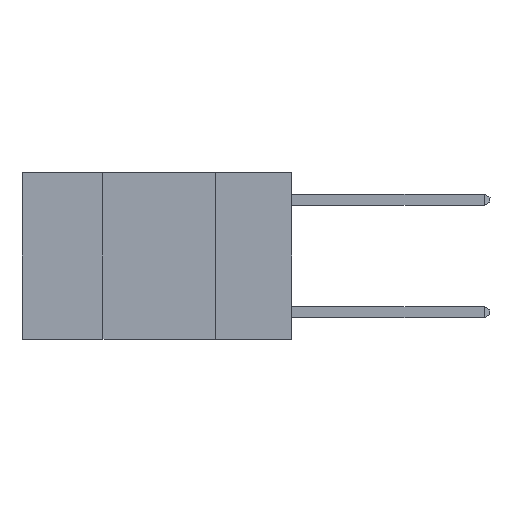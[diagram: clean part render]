
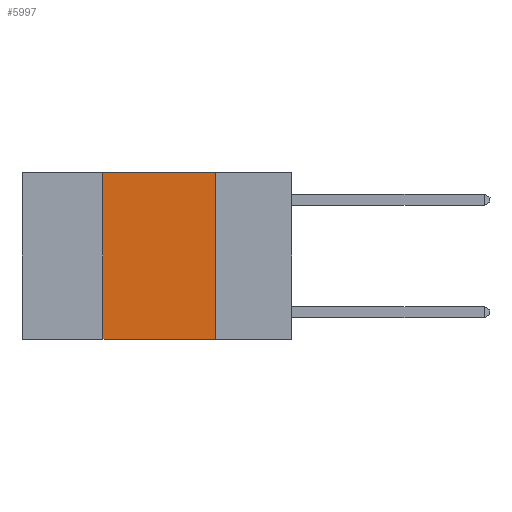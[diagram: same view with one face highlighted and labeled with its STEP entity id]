
A CAD part, left-side view. The second image highlights one B-rep face of the part: STEP entity #5997.
In plain terms, the highlighted planar face has unit normal (-1, 0, 0).
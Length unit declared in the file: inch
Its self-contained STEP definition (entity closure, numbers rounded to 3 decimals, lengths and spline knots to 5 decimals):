
#166 = VERTEX_POINT ( 'NONE', #5311 ) ;
#454 = DIRECTION ( 'NONE',  ( 1., 0., 0. ) ) ;
#476 = LINE ( 'NONE', #9424, #5408 ) ;
#560 = LINE ( 'NONE', #2745, #6728 ) ;
#1138 = DIRECTION ( 'NONE',  ( 0., 0., -1. ) ) ;
#2032 = VERTEX_POINT ( 'NONE', #2944 ) ;
#2566 = EDGE_CURVE ( 'NONE', #7894, #8494, #476, .T. ) ;
#2745 = CARTESIAN_POINT ( 'NONE',  ( 0., 0.6, -0.37 ) ) ;
#2944 = CARTESIAN_POINT ( 'NONE',  ( 0., 0.42, 0. ) ) ;
#2978 = VECTOR ( 'NONE', #8652, 39.37008 ) ;
#3143 = ORIENTED_EDGE ( 'NONE', *, *, #8359, .T. ) ;
#3512 = LINE ( 'NONE', #7232, #2978 ) ;
#4018 = AXIS2_PLACEMENT_3D ( 'NONE', #6465, #454, #1138 ) ;
#4219 = DIRECTION ( 'NONE',  ( 0., 0., -1. ) ) ;
#4672 = VECTOR ( 'NONE', #5120, 39.37008 ) ;
#5036 = DIRECTION ( 'NONE',  ( 0., -1., 0. ) ) ;
#5120 = DIRECTION ( 'NONE',  ( 0., 0., 1. ) ) ;
#5311 = CARTESIAN_POINT ( 'NONE',  ( 0., 0.42, -0.37 ) ) ;
#5408 = VECTOR ( 'NONE', #4219, 39.37008 ) ;
#5869 = LINE ( 'NONE', #8663, #4672 ) ;
#5997 = ADVANCED_FACE ( 'NONE', ( #7056 ), #8564, .F. ) ;
#6442 = EDGE_LOOP ( 'NONE', ( #7692, #8053, #6984, #3143 ) ) ;
#6465 = CARTESIAN_POINT ( 'NONE',  ( 0., 0.6, 0. ) ) ;
#6485 = CARTESIAN_POINT ( 'NONE',  ( 0., 0.17, 0. ) ) ;
#6728 = VECTOR ( 'NONE', #5036, 39.37008 ) ;
#6984 = ORIENTED_EDGE ( 'NONE', *, *, #7099, .F. ) ;
#7056 = FACE_OUTER_BOUND ( 'NONE', #6442, .T. ) ;
#7099 = EDGE_CURVE ( 'NONE', #166, #2032, #5869, .T. ) ;
#7232 = CARTESIAN_POINT ( 'NONE',  ( 0., 0.6, 0. ) ) ;
#7692 = ORIENTED_EDGE ( 'NONE', *, *, #2566, .F. ) ;
#7894 = VERTEX_POINT ( 'NONE', #6485 ) ;
#8053 = ORIENTED_EDGE ( 'NONE', *, *, #8785, .F. ) ;
#8359 = EDGE_CURVE ( 'NONE', #166, #8494, #560, .T. ) ;
#8494 = VERTEX_POINT ( 'NONE', #8820 ) ;
#8564 = PLANE ( 'NONE',  #4018 ) ;
#8652 = DIRECTION ( 'NONE',  ( 0., -1., 0. ) ) ;
#8663 = CARTESIAN_POINT ( 'NONE',  ( 0., 0.42, 0. ) ) ;
#8785 = EDGE_CURVE ( 'NONE', #2032, #7894, #3512, .T. ) ;
#8820 = CARTESIAN_POINT ( 'NONE',  ( 0., 0.17, -0.37 ) ) ;
#9424 = CARTESIAN_POINT ( 'NONE',  ( 0., 0.17, 0. ) ) ;
